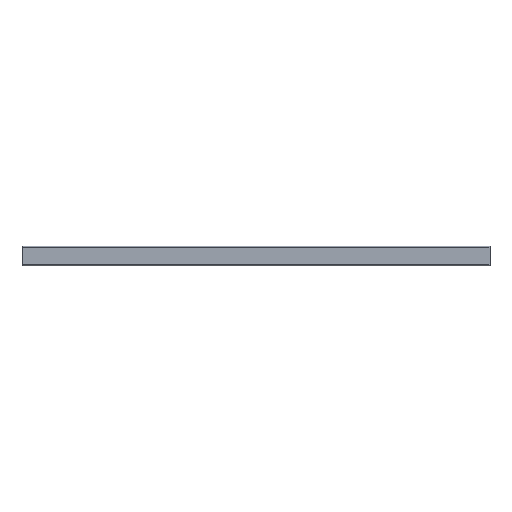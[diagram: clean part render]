
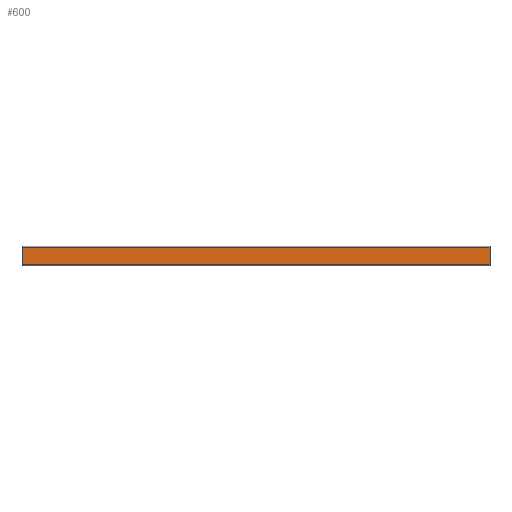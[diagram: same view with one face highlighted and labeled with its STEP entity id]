
A CAD part, front view. The second image highlights one B-rep face of the part: STEP entity #600.
In plain terms, the highlighted planar face has unit normal (0, -1, 0).
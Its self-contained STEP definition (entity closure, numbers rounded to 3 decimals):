
#53 = CARTESIAN_POINT ( 'NONE',  ( 1020., -20.005, 8.88 ) ) ;
#100 = EDGE_CURVE ( 'NONE', #1389, #243, #1061, .T. ) ;
#102 = VECTOR ( 'NONE', #511, 1000. ) ;
#151 = CARTESIAN_POINT ( 'NONE',  ( 0., -20.005, -8.88 ) ) ;
#158 = DIRECTION ( 'NONE',  ( 1., 0., 0. ) ) ;
#219 = EDGE_LOOP ( 'NONE', ( #1828, #880, #754, #431 ) ) ;
#226 = DIRECTION ( 'NONE',  ( 0., 1., 0. ) ) ;
#243 = VERTEX_POINT ( 'NONE', #328 ) ;
#245 = VERTEX_POINT ( 'NONE', #774 ) ;
#307 = CARTESIAN_POINT ( 'NONE',  ( 1020., -20.005, 8.88 ) ) ;
#326 = LINE ( 'NONE', #636, #102 ) ;
#328 = CARTESIAN_POINT ( 'NONE',  ( 480., -20.005, 8.88 ) ) ;
#346 = CARTESIAN_POINT ( 'NONE',  ( 0., -20.005, 8.88 ) ) ;
#355 = VECTOR ( 'NONE', #158, 1000. ) ;
#381 = FACE_OUTER_BOUND ( 'NONE', #219, .T. ) ;
#387 = DIRECTION ( 'NONE',  ( -1., 0., 0. ) ) ;
#406 = EDGE_CURVE ( 'NONE', #245, #1219, #1146, .T. ) ;
#431 = ORIENTED_EDGE ( 'NONE', *, *, #927, .T. ) ;
#511 = DIRECTION ( 'NONE',  ( 0., 0., 1. ) ) ;
#525 = PLANE ( 'NONE',  #1782 ) ;
#531 = CARTESIAN_POINT ( 'NONE',  ( 1020., -20.005, -8.88 ) ) ;
#600 = ADVANCED_FACE ( 'NONE', ( #381 ), #525, .F. ) ;
#630 = CARTESIAN_POINT ( 'NONE',  ( 480., -20.005, -9.87 ) ) ;
#636 = CARTESIAN_POINT ( 'NONE',  ( 0., -20.005, -9.87 ) ) ;
#754 = ORIENTED_EDGE ( 'NONE', *, *, #406, .F. ) ;
#774 = CARTESIAN_POINT ( 'NONE',  ( 480., -20.005, -8.88 ) ) ;
#880 = ORIENTED_EDGE ( 'NONE', *, *, #1736, .F. ) ;
#927 = EDGE_CURVE ( 'NONE', #245, #243, #1518, .T. ) ;
#1061 = LINE ( 'NONE', #307, #355 ) ;
#1081 = DIRECTION ( 'NONE',  ( 0., 0., 1. ) ) ;
#1146 = LINE ( 'NONE', #531, #1226 ) ;
#1219 = VERTEX_POINT ( 'NONE', #151 ) ;
#1226 = VECTOR ( 'NONE', #387, 1000. ) ;
#1389 = VERTEX_POINT ( 'NONE', #346 ) ;
#1394 = DIRECTION ( 'NONE',  ( 0., 0., 1. ) ) ;
#1443 = VECTOR ( 'NONE', #1081, 1000. ) ;
#1518 = LINE ( 'NONE', #630, #1443 ) ;
#1736 = EDGE_CURVE ( 'NONE', #1219, #1389, #326, .T. ) ;
#1782 = AXIS2_PLACEMENT_3D ( 'NONE', #53, #226, #1394 ) ;
#1828 = ORIENTED_EDGE ( 'NONE', *, *, #100, .F. ) ;
